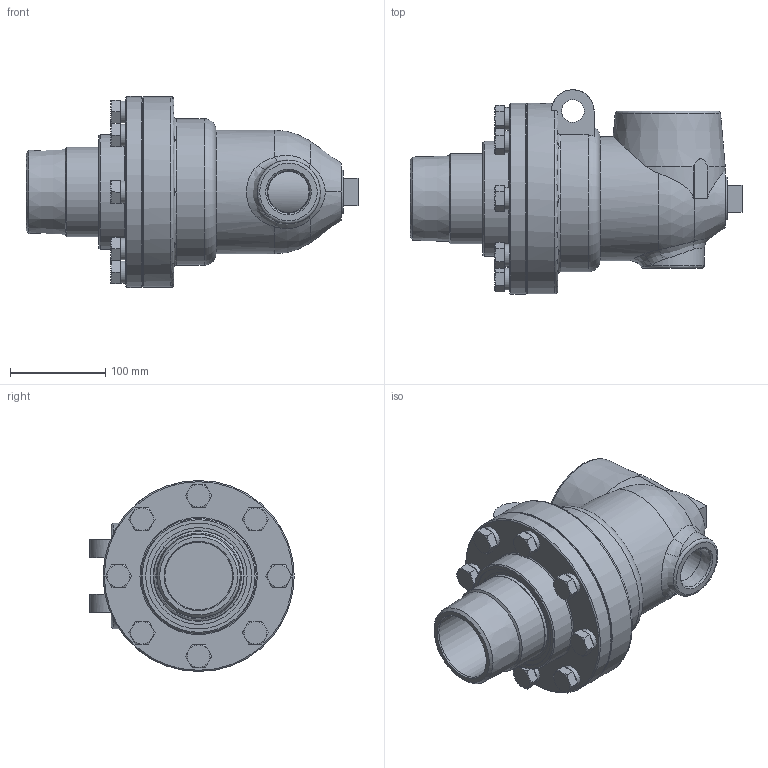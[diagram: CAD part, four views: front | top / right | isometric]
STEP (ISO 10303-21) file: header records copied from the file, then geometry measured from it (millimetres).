
FILE_DESCRIPTION(/* description */ (''),/* implementation_level */ '2;1');
FILE_NAME(/* name */ 'BC-54065-48-51-IC.stp',/* time_stamp */ '2020-05-19T16:16:39-05:00',/* author */ ('dyurkovich'),/* organization */ (''),/* preprocessor_version */ 'ST-DEVELOPER v18',/* originating_system */ 'Autodesk Inventor 2020',/* authorisation */ '');
FILE_SCHEMA (('AUTOMOTIVE_DESIGN { 1 0 10303 214 3 1 1 }'));
Products named in the file (1): BC-54065-48-51-IC
Bounding box: 348.64 x 214.63 x 200.66 mm (x, y, z)
Volume: 4419749.7 mm3; surface area: 312127.7 mm2
Topology: 1 solids, 1 shells, 726 faces, 1882 edges, 1225 vertices
Faces by surface type: plane 316, bspline 196, cylinder 123, cone 81, torus 8, sphere 2
Full cylindrical faces by diameter (mm): 13.386 x8, 15.875 x8, 17.272 x8, 17.729 x8, 23.825 x8, 23.876 x2, 43.256 x1, 64.337 x1, 71 x1, 82.55 x1, 94.5 x1, 95.23 x1, 95.25 x1, 101.6 x1, 111.15 x1, 120.904 x1, 130.048 x1, 198.882 x1, 200.152 x1, 200.66 x1
Entity records: 62593 total; most frequent: CARTESIAN_POINT 45256, ORIENTED_EDGE 3764, DIRECTION 3171, EDGE_CURVE 1882, AXIS2_PLACEMENT_3D 1228, VERTEX_POINT 1225, EDGE_LOOP 815, FACE_OUTER_BOUND 726
